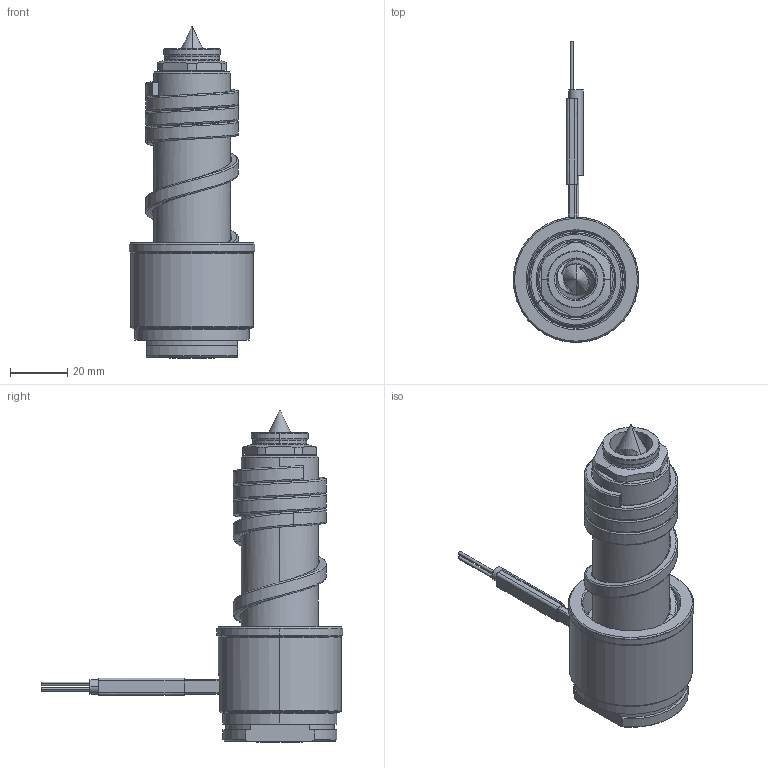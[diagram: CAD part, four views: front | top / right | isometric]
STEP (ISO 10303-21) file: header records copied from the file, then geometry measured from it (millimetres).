
FILE_DESCRIPTION((''),'2;1');
FILE_NAME('EL-116-BKU-N','2014-03-03T',('Íàòàëüÿ'),('IMID'),'PRO/ENGINEER BY PARAMETRIC TECHNOLOGY CORPORATION, 2010180','PRO/ENGINEER BY PARAMETRIC TECHNOLOGY CORPORATION, 2010180','');
FILE_SCHEMA(('CONFIG_CONTROL_DESIGN'));
Length unit declared in the file: millimetre
Products named in the file (1): EL-116-BKU-N
Bounding box: 44 x 105.5 x 116.3 mm (x, y, z)
Volume: 86155.5 mm3; surface area: 34144.1 mm2
Topology: 1 solids, 9 shells, 331 faces, 823 edges, 492 vertices
Faces by surface type: cylinder 106, cone 62, bspline 61, plane 54, torus 31, revolution 9, extrusion 8
Entity records: 16720 total; most frequent: CARTESIAN_POINT 9252, ORIENTED_EDGE 1606, DIRECTION 1438, EDGE_CURVE 815, AXIS2_PLACEMENT_3D 573, VERTEX_POINT 492, EDGE_LOOP 355, FACE_OUTER_BOUND 331
